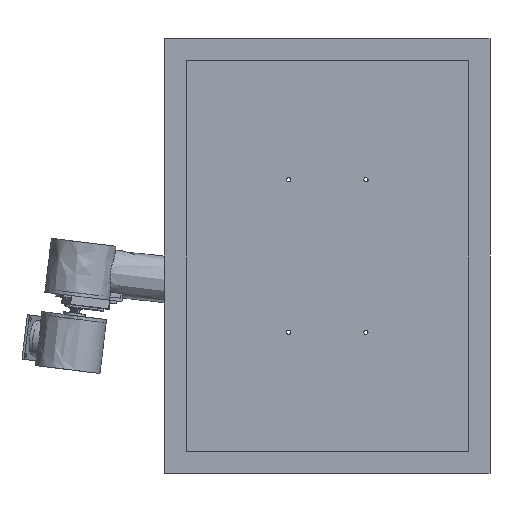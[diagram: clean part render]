
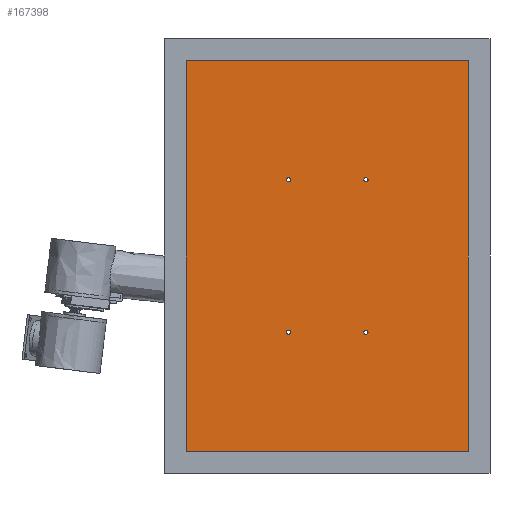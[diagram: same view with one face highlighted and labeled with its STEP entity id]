
A CAD part, left-side view. The second image highlights one B-rep face of the part: STEP entity #167398.
In plain terms, the highlighted free-form (B-spline) face has degree [1, 1] with [2, 2] control points.
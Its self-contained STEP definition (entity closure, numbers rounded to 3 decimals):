
#166952 = EDGE_CURVE('',#166953,#166955,#166957,.T.);
#166953 = VERTEX_POINT('',#166954);
#166954 = CARTESIAN_POINT('',(-8.16,106.077,
    146.876));
#166955 = VERTEX_POINT('',#166956);
#166956 = CARTESIAN_POINT('',(-8.16,106.077,
    -146.876));
#166957 = B_SPLINE_CURVE_WITH_KNOTS('',1,(#166958,#166959),
  .UNSPECIFIED.,.F.,.F.,(2,2),(-270.,90.),.PIECEWISE_BEZIER_KNOTS.);
#166958 = CARTESIAN_POINT('',(-8.16,106.077,
    146.876));
#166959 = CARTESIAN_POINT('',(-8.16,106.077,
    -146.876));
#166988 = EDGE_CURVE('',#166989,#166953,#166991,.T.);
#166989 = VERTEX_POINT('',#166990);
#166990 = CARTESIAN_POINT('',(-8.16,-106.077,
    146.876));
#166991 = B_SPLINE_CURVE_WITH_KNOTS('',1,(#166992,#166993),
  .UNSPECIFIED.,.F.,.F.,(2,2),(-195.,65.),.PIECEWISE_BEZIER_KNOTS.);
#166992 = CARTESIAN_POINT('',(-8.16,-106.077,
    146.876));
#166993 = CARTESIAN_POINT('',(-8.16,106.077,
    146.876));
#167016 = EDGE_CURVE('',#166955,#167017,#167019,.T.);
#167017 = VERTEX_POINT('',#167018);
#167018 = CARTESIAN_POINT('',(-8.16,-106.077,
    -146.876));
#167019 = B_SPLINE_CURVE_WITH_KNOTS('',1,(#167020,#167021),
  .UNSPECIFIED.,.F.,.F.,(2,2),(-195.,65.),.PIECEWISE_BEZIER_KNOTS.);
#167020 = CARTESIAN_POINT('',(-8.16,106.077,
    -146.876));
#167021 = CARTESIAN_POINT('',(-8.16,-106.077,
    -146.876));
#167044 = EDGE_CURVE('',#167017,#166989,#167045,.T.);
#167045 = B_SPLINE_CURVE_WITH_KNOTS('',1,(#167046,#167047),
  .UNSPECIFIED.,.F.,.F.,(2,2),(-270.,90.),.PIECEWISE_BEZIER_KNOTS.);
#167046 = CARTESIAN_POINT('',(-8.16,-106.077,
    -146.876));
#167047 = CARTESIAN_POINT('',(-8.16,-106.077,
    146.876));
#167107 = VERTEX_POINT('',#167108);
#167108 = CARTESIAN_POINT('',(-8.16,-27.455,
    -57.316));
#167126 = EDGE_CURVE('',#167107,#167107,#167127,.T.);
#167127 = ( BOUNDED_CURVE() B_SPLINE_CURVE(2,(#167128,#167129,#167130,
    #167131,#167132,#167133,#167134),.UNSPECIFIED.,.T.,.F.) 
B_SPLINE_CURVE_WITH_KNOTS((3,2,2,3),(3.142,5.236,
7.33,9.425),.PIECEWISE_BEZIER_KNOTS.) CURVE() 
GEOMETRIC_REPRESENTATION_ITEM() RATIONAL_B_SPLINE_CURVE((1.,0.5,1.,0.5,
1.,0.5,1.)) REPRESENTATION_ITEM('') );
#167128 = CARTESIAN_POINT('',(-8.16,-27.455,
    -57.316));
#167129 = CARTESIAN_POINT('',(-8.16,-27.455,
    -54.489));
#167130 = CARTESIAN_POINT('',(-8.16,-29.903,
    -55.903));
#167131 = CARTESIAN_POINT('',(-8.16,-32.351,
    -57.316));
#167132 = CARTESIAN_POINT('',(-8.16,-29.903,
    -58.729));
#167133 = CARTESIAN_POINT('',(-8.16,-27.455,
    -60.143));
#167134 = CARTESIAN_POINT('',(-8.16,-27.455,
    -57.316));
#167159 = VERTEX_POINT('',#167160);
#167160 = CARTESIAN_POINT('',(-8.16,30.719,
    -57.316));
#167178 = EDGE_CURVE('',#167159,#167159,#167179,.T.);
#167179 = ( BOUNDED_CURVE() B_SPLINE_CURVE(2,(#167180,#167181,#167182,
    #167183,#167184,#167185,#167186),.UNSPECIFIED.,.T.,.F.) 
B_SPLINE_CURVE_WITH_KNOTS((3,2,2,3),(3.142,5.236,
7.33,9.425),.PIECEWISE_BEZIER_KNOTS.) CURVE() 
GEOMETRIC_REPRESENTATION_ITEM() RATIONAL_B_SPLINE_CURVE((1.,0.5,1.,0.5,
1.,0.5,1.)) REPRESENTATION_ITEM('') );
#167180 = CARTESIAN_POINT('',(-8.16,30.719,
    -57.316));
#167181 = CARTESIAN_POINT('',(-8.16,30.719,
    -54.489));
#167182 = CARTESIAN_POINT('',(-8.16,28.271,
    -55.903));
#167183 = CARTESIAN_POINT('',(-8.16,25.823,
    -57.316));
#167184 = CARTESIAN_POINT('',(-8.16,28.271,
    -58.729));
#167185 = CARTESIAN_POINT('',(-8.16,30.719,
    -60.143));
#167186 = CARTESIAN_POINT('',(-8.16,30.719,
    -57.316));
#167211 = VERTEX_POINT('',#167212);
#167212 = CARTESIAN_POINT('',(-8.16,30.719,
    57.316));
#167230 = EDGE_CURVE('',#167211,#167211,#167231,.T.);
#167231 = ( BOUNDED_CURVE() B_SPLINE_CURVE(2,(#167232,#167233,#167234,
    #167235,#167236,#167237,#167238),.UNSPECIFIED.,.T.,.F.) 
B_SPLINE_CURVE_WITH_KNOTS((3,2,2,3),(3.142,5.236,
7.33,9.425),.PIECEWISE_BEZIER_KNOTS.) CURVE() 
GEOMETRIC_REPRESENTATION_ITEM() RATIONAL_B_SPLINE_CURVE((1.,0.5,1.,0.5,
1.,0.5,1.)) REPRESENTATION_ITEM('') );
#167232 = CARTESIAN_POINT('',(-8.16,30.719,
    57.316));
#167233 = CARTESIAN_POINT('',(-8.16,30.719,
    60.143));
#167234 = CARTESIAN_POINT('',(-8.16,28.271,
    58.729));
#167235 = CARTESIAN_POINT('',(-8.16,25.823,
    57.316));
#167236 = CARTESIAN_POINT('',(-8.16,28.271,
    55.903));
#167237 = CARTESIAN_POINT('',(-8.16,30.719,
    54.489));
#167238 = CARTESIAN_POINT('',(-8.16,30.719,
    57.316));
#167263 = VERTEX_POINT('',#167264);
#167264 = CARTESIAN_POINT('',(-8.16,-27.455,
    57.316));
#167282 = EDGE_CURVE('',#167263,#167263,#167283,.T.);
#167283 = ( BOUNDED_CURVE() B_SPLINE_CURVE(2,(#167284,#167285,#167286,
    #167287,#167288,#167289,#167290),.UNSPECIFIED.,.T.,.F.) 
B_SPLINE_CURVE_WITH_KNOTS((3,2,2,3),(3.142,5.236,
7.33,9.425),.PIECEWISE_BEZIER_KNOTS.) CURVE() 
GEOMETRIC_REPRESENTATION_ITEM() RATIONAL_B_SPLINE_CURVE((1.,0.5,1.,0.5,
1.,0.5,1.)) REPRESENTATION_ITEM('') );
#167284 = CARTESIAN_POINT('',(-8.16,-27.455,
    57.316));
#167285 = CARTESIAN_POINT('',(-8.16,-27.455,
    60.143));
#167286 = CARTESIAN_POINT('',(-8.16,-29.903,
    58.729));
#167287 = CARTESIAN_POINT('',(-8.16,-32.351,
    57.316));
#167288 = CARTESIAN_POINT('',(-8.16,-29.903,
    55.903));
#167289 = CARTESIAN_POINT('',(-8.16,-27.455,
    54.489));
#167290 = CARTESIAN_POINT('',(-8.16,-27.455,
    57.316));
#167398 = ADVANCED_FACE('',(#167399,#167405,#167408,#167411,#167414),
  #167417,.T.);
#167399 = FACE_BOUND('',#167400,.T.);
#167400 = EDGE_LOOP('',(#167401,#167402,#167403,#167404));
#167401 = ORIENTED_EDGE('',*,*,#166988,.T.);
#167402 = ORIENTED_EDGE('',*,*,#166952,.T.);
#167403 = ORIENTED_EDGE('',*,*,#167016,.T.);
#167404 = ORIENTED_EDGE('',*,*,#167044,.T.);
#167405 = FACE_BOUND('',#167406,.T.);
#167406 = EDGE_LOOP('',(#167407));
#167407 = ORIENTED_EDGE('',*,*,#167282,.T.);
#167408 = FACE_BOUND('',#167409,.T.);
#167409 = EDGE_LOOP('',(#167410));
#167410 = ORIENTED_EDGE('',*,*,#167230,.T.);
#167411 = FACE_BOUND('',#167412,.T.);
#167412 = EDGE_LOOP('',(#167413));
#167413 = ORIENTED_EDGE('',*,*,#167178,.T.);
#167414 = FACE_BOUND('',#167415,.T.);
#167415 = EDGE_LOOP('',(#167416));
#167416 = ORIENTED_EDGE('',*,*,#167126,.T.);
#167417 = B_SPLINE_SURFACE_WITH_KNOTS('',1,1,(
    (#167418,#167419)
    ,(#167420,#167421
    )),.UNSPECIFIED.,.F.,.F.,.F.,(2,2),(2,2),(-130.,130.),(-180.,180.),
  .PIECEWISE_BEZIER_KNOTS.);
#167418 = CARTESIAN_POINT('',(-8.16,106.077,
    -146.876));
#167419 = CARTESIAN_POINT('',(-8.16,106.077,
    146.876));
#167420 = CARTESIAN_POINT('',(-8.16,-106.077,
    -146.876));
#167421 = CARTESIAN_POINT('',(-8.16,-106.077,
    146.876));
